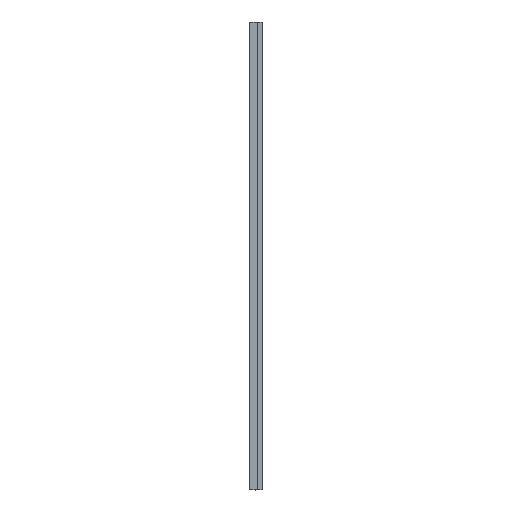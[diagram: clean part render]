
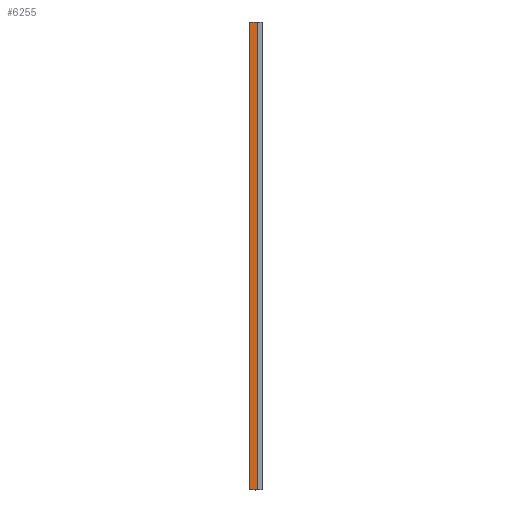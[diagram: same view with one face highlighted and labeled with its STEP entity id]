
A CAD part, left-side view. The second image highlights one B-rep face of the part: STEP entity #6255.
In plain terms, the highlighted planar face has unit normal (-1, 0, 0).
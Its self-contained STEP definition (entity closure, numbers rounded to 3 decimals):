
#279=DIRECTION('',(0.,1.,0.));
#280=VECTOR('',#279,23.2);
#281=CARTESIAN_POINT('',(0.,-23.5,140.));
#282=LINE('',#281,#280);
#1678=DIRECTION('',(0.,1.,0.));
#1679=VECTOR('',#1678,23.199);
#1680=CARTESIAN_POINT('',(0.,-23.5,-1260.));
#1681=LINE('',#1680,#1679);
#1682=DIRECTION('',(0.,0.,-1.));
#1683=VECTOR('',#1682,470.);
#1684=CARTESIAN_POINT('',(0.,-0.3,
-790.));
#1685=LINE('',#1684,#1683);
#1686=DIRECTION('',(0.,0.,1.));
#1687=VECTOR('',#1686,930.);
#1688=CARTESIAN_POINT('',(0.,-0.3,
-790.));
#1689=LINE('',#1688,#1687);
#1690=DIRECTION('',(0.,0.,1.));
#1691=VECTOR('',#1690,1400.);
#1692=CARTESIAN_POINT('',(0.,-23.5,-1260.));
#1693=LINE('',#1692,#1691);
#2343=CARTESIAN_POINT('',(0.,-23.5,140.));
#2344=VERTEX_POINT('',#2343);
#2345=CARTESIAN_POINT('',(0.,-0.3,140.));
#2346=VERTEX_POINT('',#2345);
#2608=CARTESIAN_POINT('',(0.001,-0.301,-1260.));
#2609=VERTEX_POINT('',#2608);
#2610=CARTESIAN_POINT('',(0.,-23.5,-1260.));
#2611=VERTEX_POINT('',#2610);
#2694=CARTESIAN_POINT('',(0.,-0.3,
-790.));
#2696=VERTEX_POINT('',#2694);
#6242=CARTESIAN_POINT('',(0.,0.,-140.));
#6243=DIRECTION('',(-1.,0.,0.));
#6244=DIRECTION('',(0.,-1.,0.));
#6245=AXIS2_PLACEMENT_3D('',#6242,#6243,#6244);
#6246=PLANE('',#6245);
#6248=ORIENTED_EDGE('',*,*,#6247,.F.);
#6249=ORIENTED_EDGE('',*,*,#3552,.T.);
#6250=ORIENTED_EDGE('',*,*,#6235,.F.);
#6251=ORIENTED_EDGE('',*,*,#6204,.T.);
#6252=ORIENTED_EDGE('',*,*,#3058,.F.);
#6253=EDGE_LOOP('',(#6248,#6249,#6250,#6251,#6252));
#6254=FACE_OUTER_BOUND('',#6253,.F.);
#6255=ADVANCED_FACE('',(#6254),#6246,.T.);
#3058=EDGE_CURVE('',#2344,#2346,#282,.T.);
#3552=EDGE_CURVE('',#2611,#2609,#1681,.T.);
#6204=EDGE_CURVE('',#2696,#2346,#1689,.T.);
#6235=EDGE_CURVE('',#2696,#2609,#1685,.T.);
#6247=EDGE_CURVE('',#2611,#2344,#1693,.T.);
